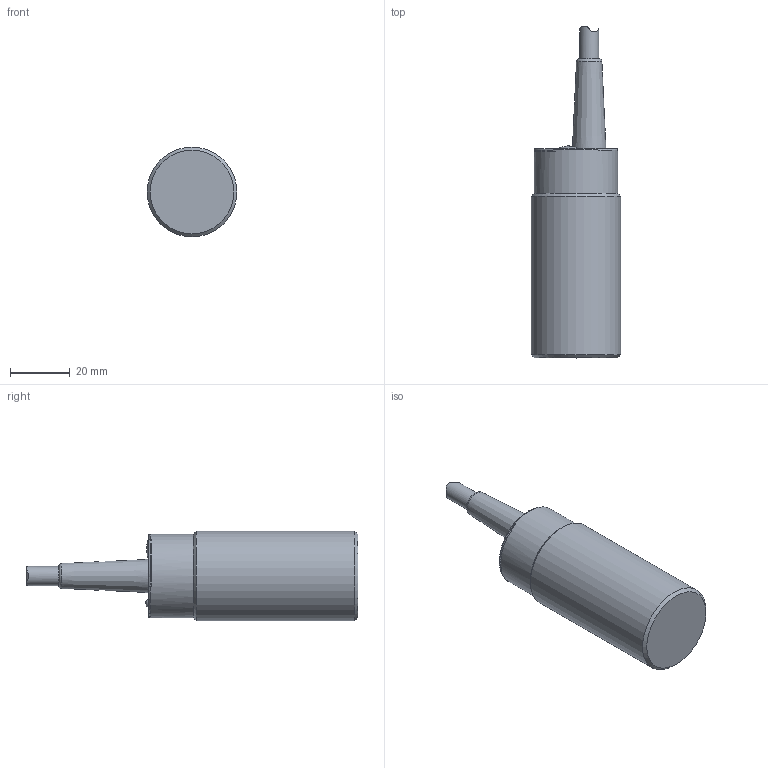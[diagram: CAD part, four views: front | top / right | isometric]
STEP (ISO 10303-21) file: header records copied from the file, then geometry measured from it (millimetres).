
FILE_DESCRIPTION(/* description */ (''),/* implementation_level */ '2;1');
FILE_NAME(/* name */ 'KA0703_Shrinkwrap_1.stp',/* time_stamp */ '2022-01-20T07:59:00+01:00',/* author */ ('Krieger Anja'),/* organization */ (''),/* preprocessor_version */ 'ST-DEVELOPER v18.1',/* originating_system */ 'Autodesk Inventor 2021',/* authorisation */ '');
FILE_SCHEMA (('AUTOMOTIVE_DESIGN { 1 0 10303 214 3 1 1 }'));
Length unit declared in the file: millimetre
Products named in the file (1): KA0703_Shrinkwrap_1
Bounding box: 30 x 110.98 x 30 mm (x, y, z)
Volume: 50609.2 mm3; surface area: 9218.7 mm2
Topology: 1 solids, 1 shells, 41 faces, 108 edges, 68 vertices
Faces by surface type: plane 21, cylinder 10, cone 4, torus 4, bspline 1, sphere 1
Full cylindrical faces by diameter (mm): 3 x1, 6.4 x1, 26 x1, 26.2 x1, 28 x1, 30 x1
Entity records: 1491 total; most frequent: CARTESIAN_POINT 338, DIRECTION 227, ORIENTED_EDGE 212, EDGE_CURVE 106, AXIS2_PLACEMENT_3D 88, VERTEX_POINT 68, LINE 51, VECTOR 51
